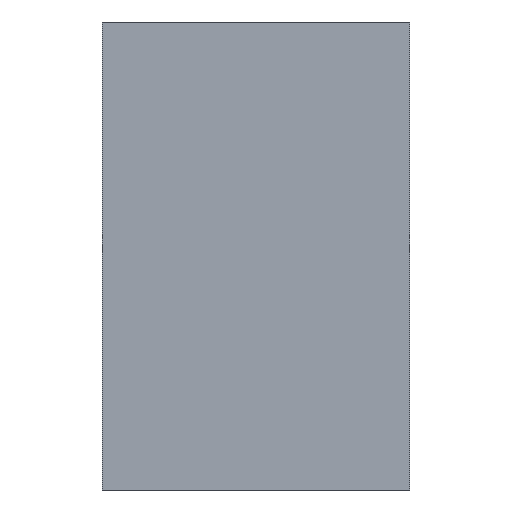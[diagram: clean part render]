
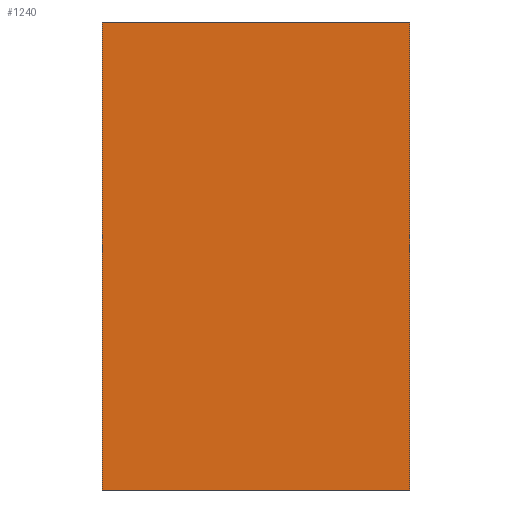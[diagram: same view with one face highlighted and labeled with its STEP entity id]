
A CAD part, front view. The second image highlights one B-rep face of the part: STEP entity #1240.
In plain terms, the highlighted planar face has unit normal (0, -1, 0).
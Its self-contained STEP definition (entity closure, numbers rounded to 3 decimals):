
#64=FACE_OUTER_BOUND('',#140,.T.);
#140=EDGE_LOOP('',(#951,#952,#953,#954));
#263=LINE('',#1866,#431);
#264=LINE('',#1868,#432);
#265=LINE('',#1870,#433);
#266=LINE('',#1871,#434);
#431=VECTOR('',#1520,10.);
#432=VECTOR('',#1521,10.);
#433=VECTOR('',#1522,10.);
#434=VECTOR('',#1523,10.);
#575=VERTEX_POINT('',#1864);
#576=VERTEX_POINT('',#1865);
#577=VERTEX_POINT('',#1867);
#578=VERTEX_POINT('',#1869);
#711=EDGE_CURVE('',#575,#576,#263,.T.);
#712=EDGE_CURVE('',#576,#577,#264,.T.);
#713=EDGE_CURVE('',#577,#578,#265,.T.);
#714=EDGE_CURVE('',#578,#575,#266,.T.);
#951=ORIENTED_EDGE('',*,*,#711,.T.);
#952=ORIENTED_EDGE('',*,*,#712,.T.);
#953=ORIENTED_EDGE('',*,*,#713,.T.);
#954=ORIENTED_EDGE('',*,*,#714,.T.);
#1166=PLANE('',#1336);
#1240=ADVANCED_FACE('',(#64),#1166,.F.);
#1336=AXIS2_PLACEMENT_3D('',#1863,#1518,#1519);
#1518=DIRECTION('center_axis',(0.,1.,0.));
#1519=DIRECTION('ref_axis',(0.,0.,-1.));
#1520=DIRECTION('',(1.,0.,0.));
#1521=DIRECTION('',(0.,0.,1.));
#1522=DIRECTION('',(-1.,0.,0.));
#1523=DIRECTION('',(0.,0.,-1.));
#1863=CARTESIAN_POINT('Origin',(35.,-2.,-55.75));
#1864=CARTESIAN_POINT('',(-2.,-2.,-113.5));
#1865=CARTESIAN_POINT('',(74.,-2.,-113.5));
#1866=CARTESIAN_POINT('',(35.,-2.,-113.5));
#1867=CARTESIAN_POINT('',(74.,-2.,2.));
#1868=CARTESIAN_POINT('',(74.,-2.,-55.75));
#1869=CARTESIAN_POINT('',(-2.,-2.,2.));
#1870=CARTESIAN_POINT('',(35.,-2.,2.));
#1871=CARTESIAN_POINT('',(-2.,-2.,-55.75));
